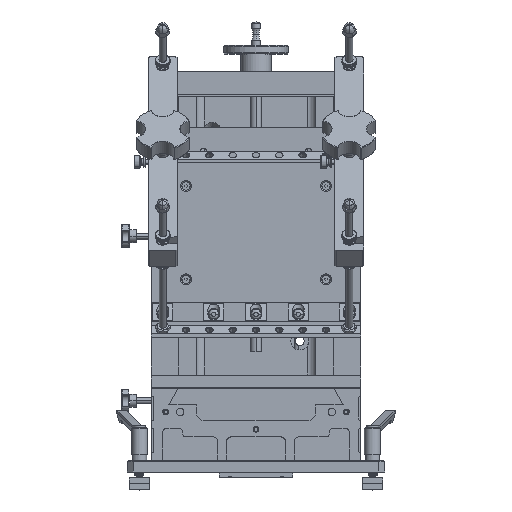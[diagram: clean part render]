
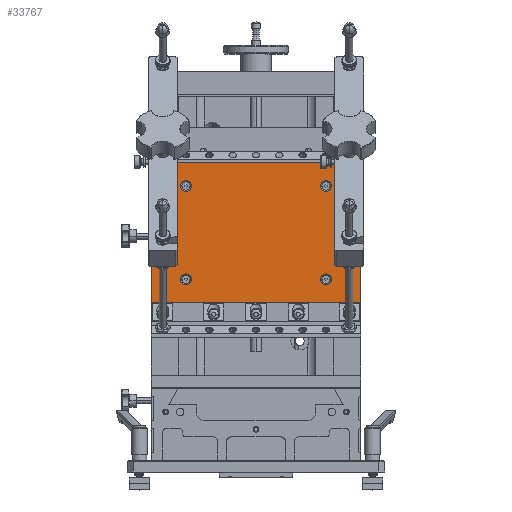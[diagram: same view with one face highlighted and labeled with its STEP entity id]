
A CAD part, top view. The second image highlights one B-rep face of the part: STEP entity #33767.
In plain terms, the highlighted planar face has unit normal (0, 0, 1).
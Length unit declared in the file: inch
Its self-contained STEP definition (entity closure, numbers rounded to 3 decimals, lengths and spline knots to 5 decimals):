
#972 = CIRCLE ( 'NONE', #6399, 0.23427 ) ;
#1618 = CARTESIAN_POINT ( 'NONE',  ( 3.23428, 8.28126, -2.82376 ) ) ;
#2646 = VERTEX_POINT ( 'NONE', #58544 ) ;
#2780 = CARTESIAN_POINT ( 'NONE',  ( 2.76575, 8.28126, -2.82376 ) ) ;
#2783 = VERTEX_POINT ( 'NONE', #55472 ) ;
#3357 = CARTESIAN_POINT ( 'NONE',  ( 3.00001, 12.28126, -2.82376 ) ) ;
#3622 = VERTEX_POINT ( 'NONE', #34137 ) ;
#3823 = EDGE_CURVE ( 'NONE', #3622, #68582, #64575, .T. ) ;
#3924 = CARTESIAN_POINT ( 'NONE',  ( 4.50001, 7.28126, -2.82376 ) ) ;
#6345 = EDGE_LOOP ( 'NONE', ( #23668, #53687 ) ) ;
#6399 = AXIS2_PLACEMENT_3D ( 'NONE', #45460, #12988, #50985 ) ;
#6497 = DIRECTION ( 'NONE',  ( 0., 0., 1. ) ) ;
#7455 = DIRECTION ( 'NONE',  ( 0., 1., 0. ) ) ;
#8902 = EDGE_CURVE ( 'NONE', #68582, #3622, #60612, .T. ) ;
#9382 = DIRECTION ( 'NONE',  ( 1., 0., 0. ) ) ;
#10193 = CARTESIAN_POINT ( 'NONE',  ( 4.50001, 13.28126, -2.82376 ) ) ;
#10940 = VECTOR ( 'NONE', #7455, 39.37008 ) ;
#11400 = FACE_BOUND ( 'NONE', #6345, .T. ) ;
#12112 = DIRECTION ( 'NONE',  ( 0., 0., 1. ) ) ;
#12151 = DIRECTION ( 'NONE',  ( 0., 0., 1. ) ) ;
#12988 = DIRECTION ( 'NONE',  ( 0., 0., 1. ) ) ;
#13239 = EDGE_LOOP ( 'NONE', ( #16620, #63219 ) ) ;
#14049 = CARTESIAN_POINT ( 'NONE',  ( -3.23425, 12.28126, -2.82376 ) ) ;
#14356 = AXIS2_PLACEMENT_3D ( 'NONE', #39003, #6497, #44441 ) ;
#14443 = VERTEX_POINT ( 'NONE', #48099 ) ;
#14817 = AXIS2_PLACEMENT_3D ( 'NONE', #26850, #12151, #18774 ) ;
#15424 = VECTOR ( 'NONE', #24086, 39.37008 ) ;
#15528 = ORIENTED_EDGE ( 'NONE', *, *, #50485, .F. ) ;
#16518 = DIRECTION ( 'NONE',  ( -1., 0., 0. ) ) ;
#16620 = ORIENTED_EDGE ( 'NONE', *, *, #8902, .F. ) ;
#16729 = AXIS2_PLACEMENT_3D ( 'NONE', #25065, #63038, #30530 ) ;
#17712 = CARTESIAN_POINT ( 'NONE',  ( -2.99999, 12.28126, -2.82376 ) ) ;
#18774 = DIRECTION ( 'NONE',  ( 1., 0., 0. ) ) ;
#19683 = VERTEX_POINT ( 'NONE', #1618 ) ;
#19826 = VECTOR ( 'NONE', #20839, 39.37008 ) ;
#20423 = CIRCLE ( 'NONE', #14817, 0.23427 ) ;
#20839 = DIRECTION ( 'NONE',  ( -1., 0., 0. ) ) ;
#21175 = CARTESIAN_POINT ( 'NONE',  ( -2.76572, 8.28126, -2.82376 ) ) ;
#23224 = ORIENTED_EDGE ( 'NONE', *, *, #27664, .T. ) ;
#23631 = CARTESIAN_POINT ( 'NONE',  ( -4.49999, 7.28126, -2.82376 ) ) ;
#23668 = ORIENTED_EDGE ( 'NONE', *, *, #39357, .F. ) ;
#24086 = DIRECTION ( 'NONE',  ( 0., -1., 0. ) ) ;
#25065 = CARTESIAN_POINT ( 'NONE',  ( 3.00001, 8.28126, -2.82376 ) ) ;
#25406 = VERTEX_POINT ( 'NONE', #14049 ) ;
#25823 = FACE_BOUND ( 'NONE', #38342, .T. ) ;
#25944 = CARTESIAN_POINT ( 'NONE',  ( 3.00001, 12.28126, -2.82376 ) ) ;
#26470 = AXIS2_PLACEMENT_3D ( 'NONE', #25944, #58520, #31423 ) ;
#26798 = DIRECTION ( 'NONE',  ( 1., 0., 0. ) ) ;
#26850 = CARTESIAN_POINT ( 'NONE',  ( -2.99999, 8.28126, -2.82376 ) ) ;
#27664 = EDGE_CURVE ( 'NONE', #2646, #14443, #70345, .T. ) ;
#27668 = CARTESIAN_POINT ( 'NONE',  ( -4.49999, 7.28126, -2.82376 ) ) ;
#28073 = AXIS2_PLACEMENT_3D ( 'NONE', #27668, #59985, #16518 ) ;
#28659 = DIRECTION ( 'NONE',  ( 0., 0., 1. ) ) ;
#29054 = VERTEX_POINT ( 'NONE', #69601 ) ;
#29152 = CARTESIAN_POINT ( 'NONE',  ( 3.23428, 12.28126, -2.82376 ) ) ;
#29814 = CARTESIAN_POINT ( 'NONE',  ( -4.49999, 7.28126, -2.82376 ) ) ;
#29896 = LINE ( 'NONE', #23631, #15424 ) ;
#30125 = EDGE_CURVE ( 'NONE', #2783, #70455, #20423, .T. ) ;
#30530 = DIRECTION ( 'NONE',  ( 1., 0., 0. ) ) ;
#31423 = DIRECTION ( 'NONE',  ( 1., 0., 0. ) ) ;
#32676 = ORIENTED_EDGE ( 'NONE', *, *, #40706, .T. ) ;
#32981 = EDGE_LOOP ( 'NONE', ( #65125, #45547 ) ) ;
#33375 = CIRCLE ( 'NONE', #14356, 0.23427 ) ;
#33767 = ADVANCED_FACE ( 'NONE', ( #11400, #25823, #69109, #67427, #53011 ), #65403, .F. ) ;
#34137 = CARTESIAN_POINT ( 'NONE',  ( 2.76575, 12.28126, -2.82376 ) ) ;
#34653 = ORIENTED_EDGE ( 'NONE', *, *, #43384, .T. ) ;
#35349 = VECTOR ( 'NONE', #9382, 39.37008 ) ;
#38342 = EDGE_LOOP ( 'NONE', ( #15528, #58873 ) ) ;
#38939 = CIRCLE ( 'NONE', #55640, 0.23427 ) ;
#39003 = CARTESIAN_POINT ( 'NONE',  ( -2.99999, 8.28126, -2.82376 ) ) ;
#39357 = EDGE_CURVE ( 'NONE', #29054, #25406, #38939, .T. ) ;
#40650 = VERTEX_POINT ( 'NONE', #29814 ) ;
#40706 = EDGE_CURVE ( 'NONE', #40650, #2646, #64222, .T. ) ;
#42238 = CARTESIAN_POINT ( 'NONE',  ( -4.49999, 13.28126, -2.82376 ) ) ;
#42475 = VERTEX_POINT ( 'NONE', #2780 ) ;
#43384 = EDGE_CURVE ( 'NONE', #61800, #40650, #29896, .T. ) ;
#43818 = EDGE_CURVE ( 'NONE', #42475, #19683, #44218, .T. ) ;
#44218 = CIRCLE ( 'NONE', #16729, 0.23427 ) ;
#44441 = DIRECTION ( 'NONE',  ( 1., 0., 0. ) ) ;
#44585 = CARTESIAN_POINT ( 'NONE',  ( -2.99999, 12.28126, -2.82376 ) ) ;
#45227 = AXIS2_PLACEMENT_3D ( 'NONE', #44585, #12112, #50093 ) ;
#45460 = CARTESIAN_POINT ( 'NONE',  ( 3.00001, 8.28126, -2.82376 ) ) ;
#45547 = ORIENTED_EDGE ( 'NONE', *, *, #43818, .F. ) ;
#46991 = LINE ( 'NONE', #10193, #19826 ) ;
#48099 = CARTESIAN_POINT ( 'NONE',  ( 4.50001, 13.28126, -2.82376 ) ) ;
#49480 = EDGE_CURVE ( 'NONE', #25406, #29054, #49651, .T. ) ;
#49651 = CIRCLE ( 'NONE', #45227, 0.23427 ) ;
#50093 = DIRECTION ( 'NONE',  ( 1., 0., 0. ) ) ;
#50485 = EDGE_CURVE ( 'NONE', #70455, #2783, #33375, .T. ) ;
#50880 = CARTESIAN_POINT ( 'NONE',  ( 4.50001, 7.28126, -2.82376 ) ) ;
#50985 = DIRECTION ( 'NONE',  ( 1., 0., 0. ) ) ;
#51867 = AXIS2_PLACEMENT_3D ( 'NONE', #3357, #64770, #26798 ) ;
#53011 = FACE_OUTER_BOUND ( 'NONE', #62028, .T. ) ;
#53687 = ORIENTED_EDGE ( 'NONE', *, *, #49480, .F. ) ;
#55006 = DIRECTION ( 'NONE',  ( 1., 0., 0. ) ) ;
#55472 = CARTESIAN_POINT ( 'NONE',  ( -3.23425, 8.28126, -2.82376 ) ) ;
#55640 = AXIS2_PLACEMENT_3D ( 'NONE', #17712, #28659, #55006 ) ;
#58520 = DIRECTION ( 'NONE',  ( 0., 0., 1. ) ) ;
#58544 = CARTESIAN_POINT ( 'NONE',  ( 4.50001, 7.28126, -2.82376 ) ) ;
#58873 = ORIENTED_EDGE ( 'NONE', *, *, #30125, .F. ) ;
#59985 = DIRECTION ( 'NONE',  ( 0., 0., -1. ) ) ;
#60612 = CIRCLE ( 'NONE', #26470, 0.23427 ) ;
#61800 = VERTEX_POINT ( 'NONE', #42238 ) ;
#61833 = ORIENTED_EDGE ( 'NONE', *, *, #68301, .T. ) ;
#62028 = EDGE_LOOP ( 'NONE', ( #32676, #23224, #61833, #34653 ) ) ;
#62540 = EDGE_CURVE ( 'NONE', #19683, #42475, #972, .T. ) ;
#63038 = DIRECTION ( 'NONE',  ( 0., 0., 1. ) ) ;
#63219 = ORIENTED_EDGE ( 'NONE', *, *, #3823, .F. ) ;
#64222 = LINE ( 'NONE', #3924, #35349 ) ;
#64575 = CIRCLE ( 'NONE', #51867, 0.23427 ) ;
#64770 = DIRECTION ( 'NONE',  ( 0., 0., 1. ) ) ;
#65125 = ORIENTED_EDGE ( 'NONE', *, *, #62540, .F. ) ;
#65403 = PLANE ( 'NONE',  #28073 ) ;
#67427 = FACE_BOUND ( 'NONE', #13239, .T. ) ;
#68301 = EDGE_CURVE ( 'NONE', #14443, #61800, #46991, .T. ) ;
#68582 = VERTEX_POINT ( 'NONE', #29152 ) ;
#69109 = FACE_BOUND ( 'NONE', #32981, .T. ) ;
#69601 = CARTESIAN_POINT ( 'NONE',  ( -2.76572, 12.28126, -2.82376 ) ) ;
#70345 = LINE ( 'NONE', #50880, #10940 ) ;
#70455 = VERTEX_POINT ( 'NONE', #21175 ) ;
